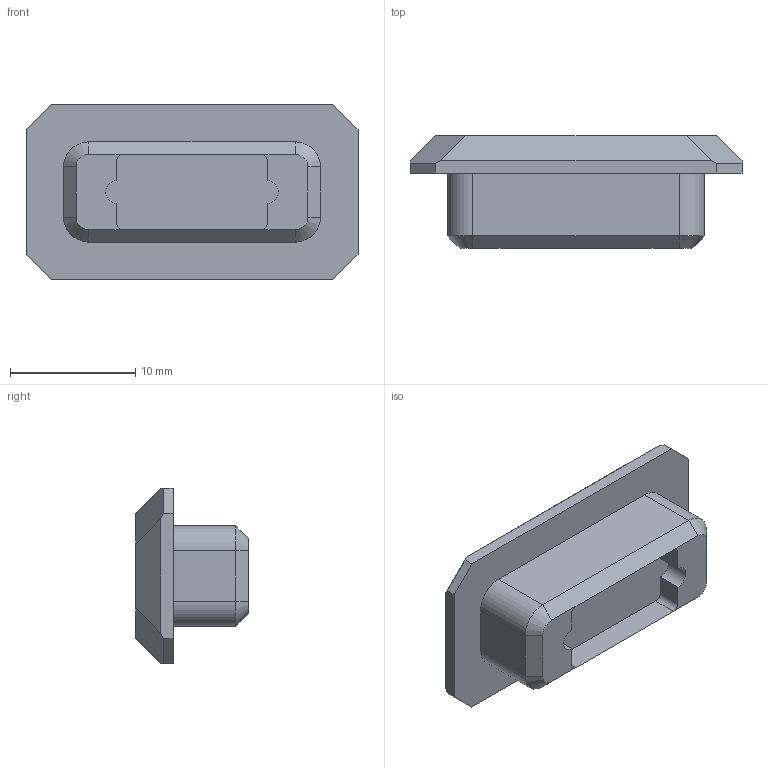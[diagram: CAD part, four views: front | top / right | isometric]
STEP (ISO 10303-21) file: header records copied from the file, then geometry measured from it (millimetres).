
FILE_DESCRIPTION(/* description */ (''),/* implementation_level */ '2;1');
FILE_NAME(/* name */ 'magnet_holder_1_magnet.step',/* time_stamp */ '2022-08-30T19:26:46+02:00',/* author */ (''),/* organization */ (''),/* preprocessor_version */ 'ST-DEVELOPER v19',/* originating_system */ 'Autodesk Translation Framework v11.7.0.108',/* authorisation */ '');
FILE_SCHEMA (('AUTOMOTIVE_DESIGN { 1 0 10303 214 3 1 1 }'));
Length unit declared in the file: millimetre
Products named in the file (1): magnet_holder_1_magnet_v2
Bounding box: 26.5 x 9 x 14 mm (x, y, z)
Volume: 1718.2 mm3; surface area: 1216.4 mm2
Topology: 1 solids, 1 shells, 49 faces, 126 edges, 80 vertices
Faces by surface type: plane 35, cylinder 10, cone 4
Entity records: 1508 total; most frequent: CARTESIAN_POINT 256, ORIENTED_EDGE 252, DIRECTION 250, EDGE_CURVE 126, LINE 102, VECTOR 102, VERTEX_POINT 80, AXIS2_PLACEMENT_3D 74
